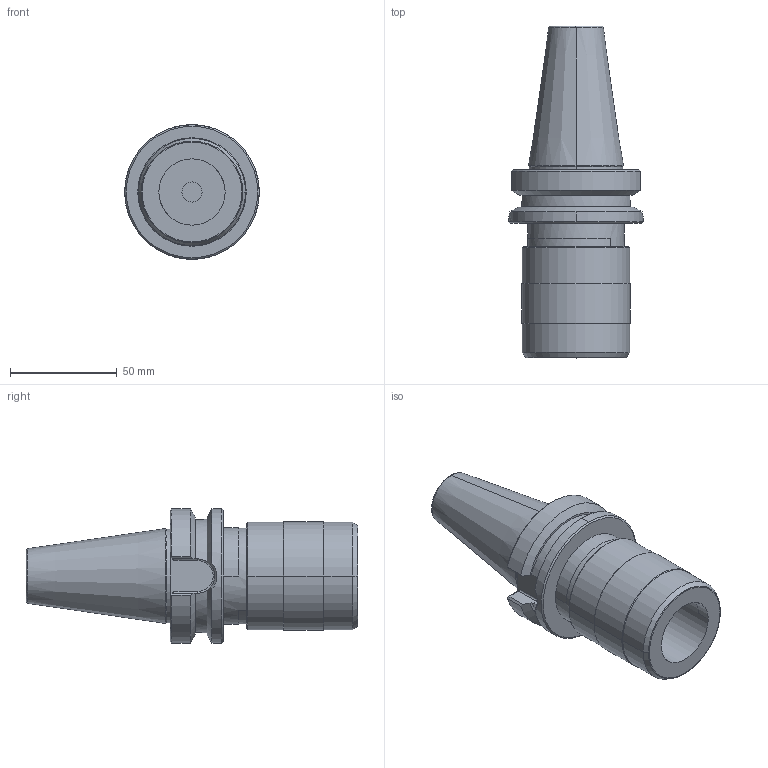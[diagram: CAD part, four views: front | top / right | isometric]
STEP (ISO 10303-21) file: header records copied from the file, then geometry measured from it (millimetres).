
FILE_DESCRIPTION((''),'2;1');
FILE_NAME('21680-40BT','2021-06-07T17:25:14',('046'),(''),'CREO PARAMETRIC BY PTC INC, 2019352','CREO PARAMETRIC BY PTC INC, 2019352','');
FILE_SCHEMA(('CONFIG_CONTROL_DESIGN'));
Length unit declared in the file: millimetre
Products named in the file (1): 21680-40BT
Bounding box: 63 x 155.4 x 63 mm (x, y, z)
Volume: 215433.1 mm3; surface area: 35213.8 mm2
Topology: 1 solids, 1 shells, 93 faces, 238 edges, 151 vertices
Faces by surface type: cylinder 32, cone 26, plane 25, torus 8, bspline 2
Entity records: 3083 total; most frequent: CARTESIAN_POINT 791, DIRECTION 478, ORIENTED_EDGE 472, EDGE_CURVE 236, AXIS2_PLACEMENT_3D 189, VERTEX_POINT 151, VECTOR 100, LINE 100
